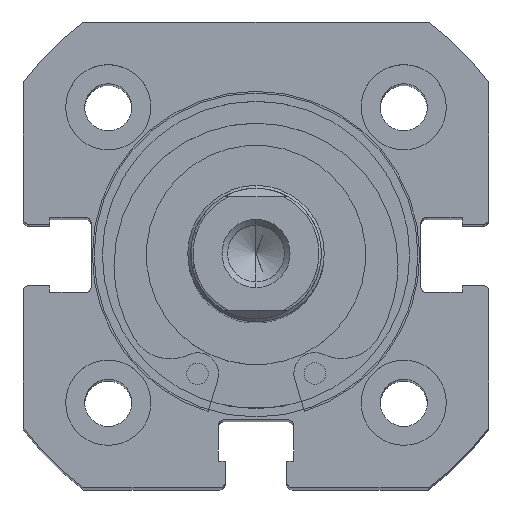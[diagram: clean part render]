
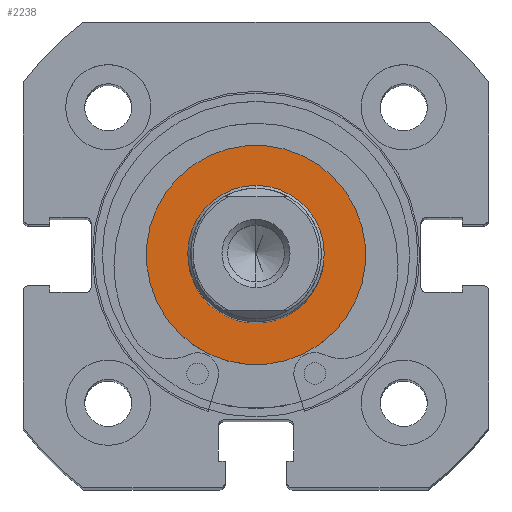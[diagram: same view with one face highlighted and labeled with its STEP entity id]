
A CAD part, top view. The second image highlights one B-rep face of the part: STEP entity #2238.
In plain terms, the highlighted face is planar.
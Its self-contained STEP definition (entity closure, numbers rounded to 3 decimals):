
#1161 = CARTESIAN_POINT ( 'NONE',  ( 0., 0., -6. ) ) ;
#1165 = CARTESIAN_POINT ( 'NONE',  ( 0., 0., 6. ) ) ;
#1179 = CARTESIAN_POINT ( 'NONE',  ( 0., 0., -9.65 ) ) ;
#1190 = CARTESIAN_POINT ( 'NONE',  ( 0., 0., 9.65 ) ) ;
#1233 = VERTEX_POINT ( 'NONE', #1190 ) ;
#1261 = VERTEX_POINT ( 'NONE', #1179 ) ;
#1279 = VERTEX_POINT ( 'NONE', #1165 ) ;
#1288 = VERTEX_POINT ( 'NONE', #1161 ) ;
#1441 = DIRECTION ( 'NONE',  ( 0., 0., -1. ) ) ;
#1442 = DIRECTION ( 'NONE',  ( 1., 0., 0. ) ) ;
#1444 = PLANE ( 'NONE',  #4143 ) ;
#1446 = CARTESIAN_POINT ( 'NONE',  ( 0., 9.65, 0. ) ) ;
#1843 = ORIENTED_EDGE ( 'NONE', *, *, #3857, .F. ) ;
#1845 = ORIENTED_EDGE ( 'NONE', *, *, #3839, .F. ) ;
#1847 = ORIENTED_EDGE ( 'NONE', *, *, #3817, .T. ) ;
#1848 = ORIENTED_EDGE ( 'NONE', *, *, #3855, .T. ) ;
#2238 = ADVANCED_FACE ( 'NONE', ( #2864, #2867 ), #1444, .F. ) ;
#2864 = FACE_BOUND ( 'NONE', #5898, .T. ) ;
#2867 = FACE_OUTER_BOUND ( 'NONE', #6072, .T. ) ;
#3817 = EDGE_CURVE ( 'NONE', #1233, #1261, #5425, .T. ) ;
#3839 = EDGE_CURVE ( 'NONE', #1288, #1279, #5454, .T. ) ;
#3855 = EDGE_CURVE ( 'NONE', #1261, #1233, #5474, .T. ) ;
#3857 = EDGE_CURVE ( 'NONE', #1279, #1288, #5478, .T. ) ;
#4143 = AXIS2_PLACEMENT_3D ( 'NONE', #1446, #1442, #1441 ) ;
#4322 = AXIS2_PLACEMENT_3D ( 'NONE', #4715, #4720, #4721 ) ;
#4332 = AXIS2_PLACEMENT_3D ( 'NONE', #4778, #4779, #4780 ) ;
#4348 = AXIS2_PLACEMENT_3D ( 'NONE', #4814, #4821, #4822 ) ;
#4350 = AXIS2_PLACEMENT_3D ( 'NONE', #4820, #4826, #4827 ) ;
#4715 = CARTESIAN_POINT ( 'NONE',  ( 0., 0., 0. ) ) ;
#4720 = DIRECTION ( 'NONE',  ( -1., 0., 0. ) ) ;
#4721 = DIRECTION ( 'NONE',  ( 0., 0., 1. ) ) ;
#4778 = CARTESIAN_POINT ( 'NONE',  ( 0., 0., 0. ) ) ;
#4779 = DIRECTION ( 'NONE',  ( -1., 0., 0. ) ) ;
#4780 = DIRECTION ( 'NONE',  ( 0., 0., 1. ) ) ;
#4814 = CARTESIAN_POINT ( 'NONE',  ( 0., 0., 0. ) ) ;
#4820 = CARTESIAN_POINT ( 'NONE',  ( 0., 0., 0. ) ) ;
#4821 = DIRECTION ( 'NONE',  ( -1., 0., 0. ) ) ;
#4822 = DIRECTION ( 'NONE',  ( 0., 0., 1. ) ) ;
#4826 = DIRECTION ( 'NONE',  ( -1., 0., 0. ) ) ;
#4827 = DIRECTION ( 'NONE',  ( 0., 0., 1. ) ) ;
#5425 = CIRCLE ( 'NONE', #4322, 9.65 ) ;
#5454 = CIRCLE ( 'NONE', #4332, 6. ) ;
#5474 = CIRCLE ( 'NONE', #4348, 9.65 ) ;
#5478 = CIRCLE ( 'NONE', #4350, 6. ) ;
#5898 = EDGE_LOOP ( 'NONE', ( #1843, #1845 ) ) ;
#6072 = EDGE_LOOP ( 'NONE', ( #1847, #1848 ) ) ;
